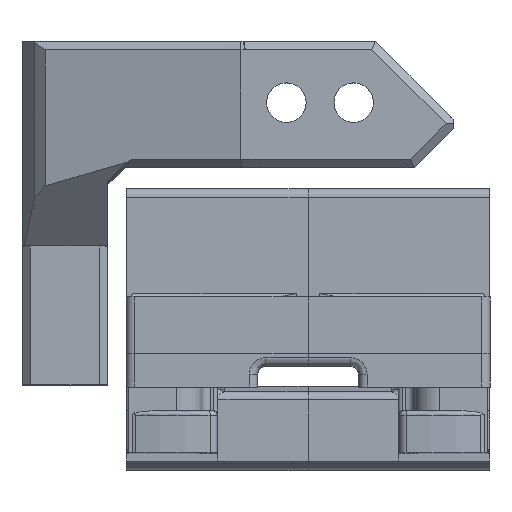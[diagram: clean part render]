
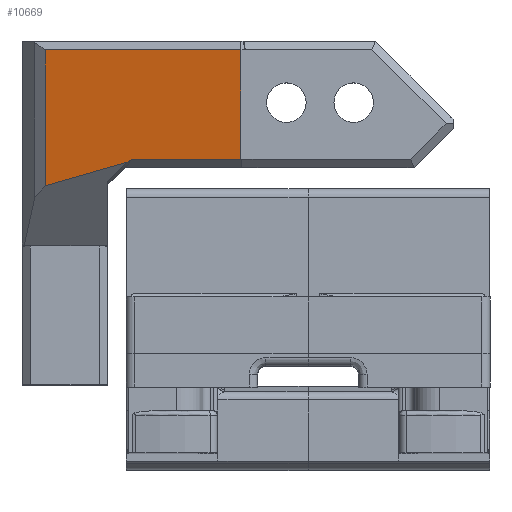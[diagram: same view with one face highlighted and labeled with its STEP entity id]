
A CAD part, top view. The second image highlights one B-rep face of the part: STEP entity #10669.
In plain terms, the highlighted planar face has unit normal (-0.242, 0, 0.97).
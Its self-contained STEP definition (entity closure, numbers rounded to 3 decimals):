
#726=FACE_OUTER_BOUND('',#1338,.T.);
#1338=EDGE_LOOP('',(#7038,#7039,#7040,#7041,#7042,#7043));
#1983=LINE('',#15285,#3180);
#1993=LINE('',#15305,#3190);
#1995=LINE('',#15309,#3192);
#1996=LINE('',#15311,#3193);
#1997=LINE('',#15313,#3194);
#1998=LINE('',#15314,#3195);
#3180=VECTOR('',#12242,10.);
#3190=VECTOR('',#12256,10.);
#3192=VECTOR('',#12260,10.);
#3193=VECTOR('',#12261,10.);
#3194=VECTOR('',#12262,10.);
#3195=VECTOR('',#12263,10.);
#4377=VERTEX_POINT('',#15283);
#4378=VERTEX_POINT('',#15284);
#4386=VERTEX_POINT('',#15303);
#4387=VERTEX_POINT('',#15308);
#4388=VERTEX_POINT('',#15310);
#4389=VERTEX_POINT('',#15312);
#5403=EDGE_CURVE('',#4377,#4378,#1983,.T.);
#5413=EDGE_CURVE('',#4386,#4377,#1993,.T.);
#5415=EDGE_CURVE('',#4387,#4386,#1995,.T.);
#5416=EDGE_CURVE('',#4388,#4387,#1996,.T.);
#5417=EDGE_CURVE('',#4389,#4388,#1997,.T.);
#5418=EDGE_CURVE('',#4378,#4389,#1998,.T.);
#7038=ORIENTED_EDGE('',*,*,#5413,.F.);
#7039=ORIENTED_EDGE('',*,*,#5415,.F.);
#7040=ORIENTED_EDGE('',*,*,#5416,.F.);
#7041=ORIENTED_EDGE('',*,*,#5417,.F.);
#7042=ORIENTED_EDGE('',*,*,#5418,.F.);
#7043=ORIENTED_EDGE('',*,*,#5403,.F.);
#10266=PLANE('',#11307);
#10669=ADVANCED_FACE('',(#726),#10266,.T.);
#11307=AXIS2_PLACEMENT_3D('',#15307,#12258,#12259);
#12242=DIRECTION('',(-0.818,-0.537,-0.204));
#12256=DIRECTION('',(-0.97,0.,-0.242));
#12258=DIRECTION('center_axis',(-0.242,0.,
0.97));
#12259=DIRECTION('ref_axis',(-0.97,0.,-0.242));
#12260=DIRECTION('',(0.,-1.,0.));
#12261=DIRECTION('',(0.97,0.,0.242));
#12262=DIRECTION('',(0.,1.,0.));
#12263=DIRECTION('',(-0.935,-0.268,-0.233));
#15283=CARTESIAN_POINT('',(-20.773,49.173,115.795));
#15284=CARTESIAN_POINT('',(-21.304,48.824,115.663));
#15285=CARTESIAN_POINT('',(-17.39,51.393,116.637));
#15303=CARTESIAN_POINT('',(-7.772,49.173,119.031));
#15305=CARTESIAN_POINT('',(-3.507,49.173,120.093));
#15307=CARTESIAN_POINT('Origin',(-7.772,63.173,119.031));
#15308=CARTESIAN_POINT('',(-7.772,62.173,119.031));
#15309=CARTESIAN_POINT('',(-7.772,63.173,119.031));
#15310=CARTESIAN_POINT('',(-31.03,62.173,113.242));
#15311=CARTESIAN_POINT('',(-9.686,62.173,118.555));
#15312=CARTESIAN_POINT('',(-31.03,46.04,113.242));
#15313=CARTESIAN_POINT('',(-31.03,63.173,113.242));
#15314=CARTESIAN_POINT('',(-20.858,48.952,115.774));
